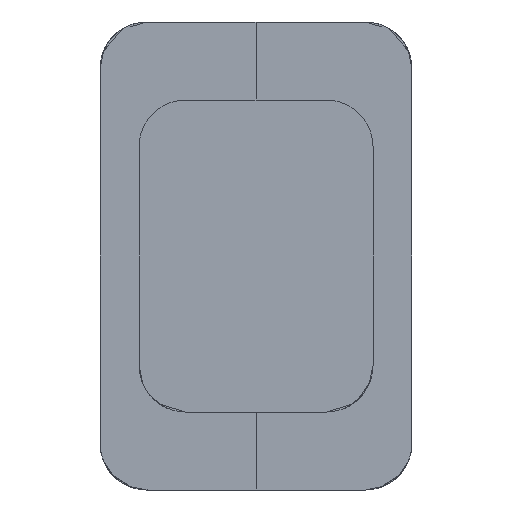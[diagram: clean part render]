
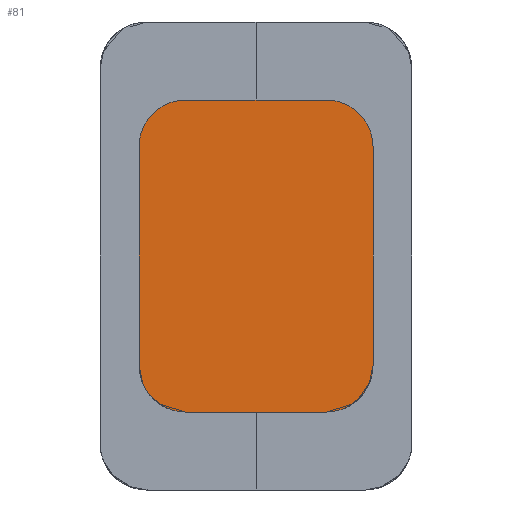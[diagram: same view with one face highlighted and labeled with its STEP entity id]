
A CAD part, front view. The second image highlights one B-rep face of the part: STEP entity #81.
In plain terms, the highlighted planar face has unit normal (0, -1, 0).
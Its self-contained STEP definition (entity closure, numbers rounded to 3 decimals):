
#81=ADVANCED_FACE('',(#161),#1260,.T.);
#161=FACE_OUTER_BOUND('',#241,.T.);
#241=EDGE_LOOP('',(#593,#594,#595,#596,#597,#598,#599,#600));
#593=ORIENTED_EDGE('',*,*,#853,.T.);
#594=ORIENTED_EDGE('',*,*,#855,.T.);
#595=ORIENTED_EDGE('',*,*,#857,.T.);
#596=ORIENTED_EDGE('',*,*,#859,.T.);
#597=ORIENTED_EDGE('',*,*,#861,.T.);
#598=ORIENTED_EDGE('',*,*,#863,.T.);
#599=ORIENTED_EDGE('',*,*,#865,.T.);
#600=ORIENTED_EDGE('',*,*,#867,.T.);
#853=EDGE_CURVE('',#1208,#1209,#996,.T.);
#855=EDGE_CURVE('',#1209,#1210,#1091,.T.);
#857=EDGE_CURVE('',#1210,#1211,#999,.T.);
#859=EDGE_CURVE('',#1211,#1212,#1092,.T.);
#861=EDGE_CURVE('',#1212,#1213,#1002,.T.);
#863=EDGE_CURVE('',#1213,#1214,#1093,.T.);
#865=EDGE_CURVE('',#1214,#1215,#1005,.T.);
#867=EDGE_CURVE('',#1215,#1208,#1094,.T.);
#996=B_SPLINE_CURVE_WITH_KNOTS('',1,(#3127,#3128),.UNSPECIFIED.,.F.,.F.,
(2,2),(0.,0.9),.UNSPECIFIED.);
#999=B_SPLINE_CURVE_WITH_KNOTS('',1,(#3136,#3137),.UNSPECIFIED.,.F.,.F.,
(2,2),(0.,1.4),.UNSPECIFIED.);
#1002=B_SPLINE_CURVE_WITH_KNOTS('',1,(#3145,#3146),.UNSPECIFIED.,.F.,.F.,
(2,2),(0.,0.9),.UNSPECIFIED.);
#1005=B_SPLINE_CURVE_WITH_KNOTS('',1,(#3154,#3155),.UNSPECIFIED.,.F.,.F.,
(2,2),(0.,1.4),.UNSPECIFIED.);
#1091=(
BOUNDED_CURVE()
B_SPLINE_CURVE(2,(#3131,#3132,#3133),.UNSPECIFIED.,.F.,.F.)
B_SPLINE_CURVE_WITH_KNOTS((3,3),(-0.471,0.),.UNSPECIFIED.)
CURVE()
GEOMETRIC_REPRESENTATION_ITEM()
RATIONAL_B_SPLINE_CURVE((1.,0.707,1.))
REPRESENTATION_ITEM('')
);
#1092=(
BOUNDED_CURVE()
B_SPLINE_CURVE(2,(#3140,#3141,#3142),.UNSPECIFIED.,.F.,.F.)
B_SPLINE_CURVE_WITH_KNOTS((3,3),(-0.471,0.),.UNSPECIFIED.)
CURVE()
GEOMETRIC_REPRESENTATION_ITEM()
RATIONAL_B_SPLINE_CURVE((1.,0.707,1.))
REPRESENTATION_ITEM('')
);
#1093=(
BOUNDED_CURVE()
B_SPLINE_CURVE(2,(#3149,#3150,#3151),.UNSPECIFIED.,.F.,.F.)
B_SPLINE_CURVE_WITH_KNOTS((3,3),(0.,0.471),.UNSPECIFIED.)
CURVE()
GEOMETRIC_REPRESENTATION_ITEM()
RATIONAL_B_SPLINE_CURVE((1.,0.707,1.))
REPRESENTATION_ITEM('')
);
#1094=(
BOUNDED_CURVE()
B_SPLINE_CURVE(2,(#3158,#3159,#3160),.UNSPECIFIED.,.F.,.F.)
B_SPLINE_CURVE_WITH_KNOTS((3,3),(0.,0.471),.UNSPECIFIED.)
CURVE()
GEOMETRIC_REPRESENTATION_ITEM()
RATIONAL_B_SPLINE_CURVE((1.,0.707,1.))
REPRESENTATION_ITEM('')
);
#1208=VERTEX_POINT('',#2377);
#1209=VERTEX_POINT('',#2378);
#1210=VERTEX_POINT('',#2379);
#1211=VERTEX_POINT('',#2380);
#1212=VERTEX_POINT('',#2381);
#1213=VERTEX_POINT('',#2382);
#1214=VERTEX_POINT('',#2383);
#1215=VERTEX_POINT('',#2384);
#1260=PLANE('',#1360);
#1360=AXIS2_PLACEMENT_3D('',#2148,#1393,$);
#1393=DIRECTION('',(0.,-1.,0.));
#2148=CARTESIAN_POINT('',(-234.401,-7.84,-17.724));
#2377=CARTESIAN_POINT('',(-231.245,-7.84,-17.523));
#2378=CARTESIAN_POINT('',(-222.229,-7.84,-17.523));
#2379=CARTESIAN_POINT('',(-219.223,-7.84,-14.518));
#2380=CARTESIAN_POINT('',(-219.223,-7.84,-0.492));
#2381=CARTESIAN_POINT('',(-222.229,-7.84,2.513));
#2382=CARTESIAN_POINT('',(-231.245,-7.84,2.513));
#2383=CARTESIAN_POINT('',(-234.251,-7.84,-0.492));
#2384=CARTESIAN_POINT('',(-234.251,-7.84,-14.518));
#3127=CARTESIAN_POINT('',(-231.245,-7.84,-17.523));
#3128=CARTESIAN_POINT('',(-222.229,-7.84,-17.523));
#3131=CARTESIAN_POINT('',(-222.229,-7.84,-17.523));
#3132=CARTESIAN_POINT('',(-219.223,-7.84,-17.523));
#3133=CARTESIAN_POINT('',(-219.223,-7.84,-14.518));
#3136=CARTESIAN_POINT('',(-219.223,-7.84,-14.518));
#3137=CARTESIAN_POINT('',(-219.223,-7.84,-0.492));
#3140=CARTESIAN_POINT('',(-219.223,-7.84,-0.492));
#3141=CARTESIAN_POINT('',(-219.223,-7.84,2.513));
#3142=CARTESIAN_POINT('',(-222.229,-7.84,2.513));
#3145=CARTESIAN_POINT('',(-222.229,-7.84,2.513));
#3146=CARTESIAN_POINT('',(-231.245,-7.84,2.513));
#3149=CARTESIAN_POINT('',(-231.245,-7.84,2.513));
#3150=CARTESIAN_POINT('',(-234.251,-7.84,2.513));
#3151=CARTESIAN_POINT('',(-234.251,-7.84,-0.492));
#3154=CARTESIAN_POINT('',(-234.251,-7.84,-0.492));
#3155=CARTESIAN_POINT('',(-234.251,-7.84,-14.518));
#3158=CARTESIAN_POINT('',(-234.251,-7.84,-14.518));
#3159=CARTESIAN_POINT('',(-234.251,-7.84,-17.523));
#3160=CARTESIAN_POINT('',(-231.245,-7.84,-17.523));
